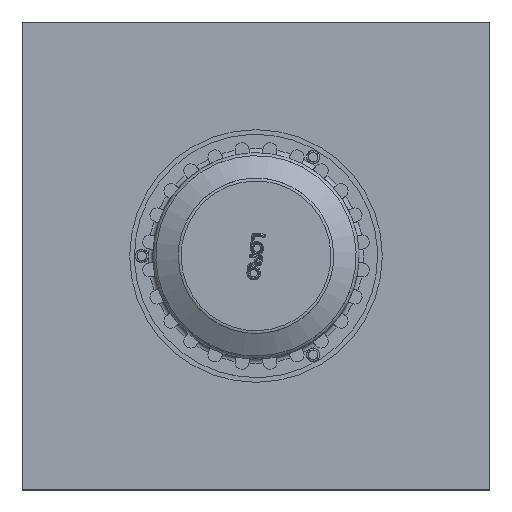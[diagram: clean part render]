
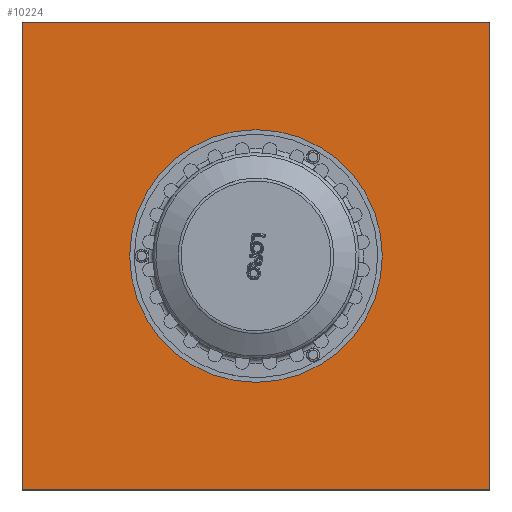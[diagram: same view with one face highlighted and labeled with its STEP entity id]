
A CAD part, top view. The second image highlights one B-rep face of the part: STEP entity #10224.
In plain terms, the highlighted planar face has unit normal (0, 0, 1).
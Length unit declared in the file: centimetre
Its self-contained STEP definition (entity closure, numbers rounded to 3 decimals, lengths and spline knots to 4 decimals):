
#718=FACE_BOUND('',#1625,.T.);
#785=PLANE('',#10930);
#1008=FACE_OUTER_BOUND('',#1624,.T.);
#1624=EDGE_LOOP('',(#6967,#6968,#6969,#6970));
#1625=EDGE_LOOP('',(#6971));
#2271=LINE('',#15428,#2888);
#2272=LINE('',#15430,#2889);
#2273=LINE('',#15432,#2890);
#2274=LINE('',#15433,#2891);
#2888=VECTOR('',#12348,1.);
#2889=VECTOR('',#12349,1.);
#2890=VECTOR('',#12350,1.);
#2891=VECTOR('',#12351,1.);
#3527=CIRCLE('',#10894,78.2516);
#4145=VERTEX_POINT('',#15357);
#4167=VERTEX_POINT('',#15426);
#4168=VERTEX_POINT('',#15427);
#4169=VERTEX_POINT('',#15429);
#4170=VERTEX_POINT('',#15431);
#5203=EDGE_CURVE('',#4145,#4145,#3527,.T.);
#5236=EDGE_CURVE('',#4167,#4168,#2271,.T.);
#5237=EDGE_CURVE('',#4169,#4167,#2272,.T.);
#5238=EDGE_CURVE('',#4170,#4169,#2273,.T.);
#5239=EDGE_CURVE('',#4168,#4170,#2274,.T.);
#6967=ORIENTED_EDGE('',*,*,#5236,.F.);
#6968=ORIENTED_EDGE('',*,*,#5237,.F.);
#6969=ORIENTED_EDGE('',*,*,#5238,.F.);
#6970=ORIENTED_EDGE('',*,*,#5239,.F.);
#6971=ORIENTED_EDGE('',*,*,#5203,.T.);
#10224=ADVANCED_FACE('',(#1008,#718),#785,.T.);
#10894=AXIS2_PLACEMENT_3D('',#15358,#12264,#12265);
#10930=AXIS2_PLACEMENT_3D('',#15425,#12346,#12347);
#12264=DIRECTION('center_axis',(0.,0.,-1.));
#12265=DIRECTION('ref_axis',(1.,0.,0.));
#12346=DIRECTION('center_axis',(0.,0.,1.));
#12347=DIRECTION('ref_axis',(-1.,0.,0.));
#12348=DIRECTION('',(-1.,0.,0.));
#12349=DIRECTION('',(0.,-1.,0.));
#12350=DIRECTION('',(1.,0.,0.));
#12351=DIRECTION('',(0.,1.,0.));
#15357=CARTESIAN_POINT('',(1302.1167,271.533,86.2019));
#15358=CARTESIAN_POINT('Origin',(1302.1167,349.7846,86.2019));
#15425=CARTESIAN_POINT('Origin',(1302.1167,349.7846,86.2019));
#15426=CARTESIAN_POINT('',(1552.1167,99.7846,86.2019));
#15427=CARTESIAN_POINT('',(1052.1167,99.7846,86.2019));
#15428=CARTESIAN_POINT('',(1302.1167,99.7846,86.2019));
#15429=CARTESIAN_POINT('',(1552.1167,599.7846,86.2019));
#15430=CARTESIAN_POINT('',(1552.1167,349.7846,86.2019));
#15431=CARTESIAN_POINT('',(1052.1167,599.7846,86.2019));
#15432=CARTESIAN_POINT('',(1302.1167,599.7846,86.2019));
#15433=CARTESIAN_POINT('',(1052.1167,349.7846,86.2019));
